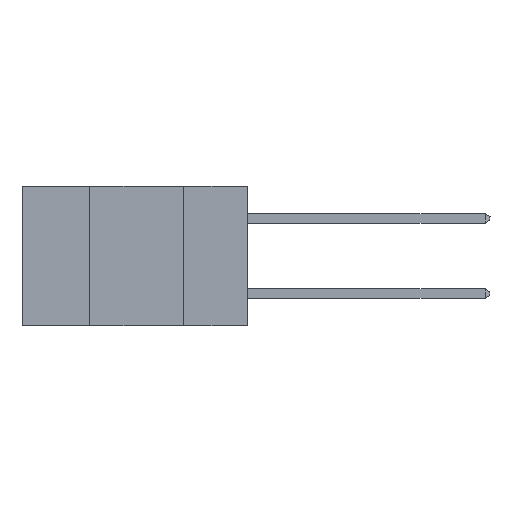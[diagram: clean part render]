
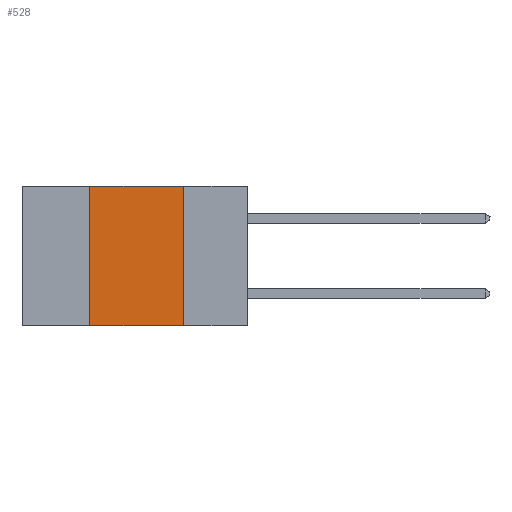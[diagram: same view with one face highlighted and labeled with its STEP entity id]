
A CAD part, left-side view. The second image highlights one B-rep face of the part: STEP entity #528.
In plain terms, the highlighted planar face has unit normal (-1, 0, 0).
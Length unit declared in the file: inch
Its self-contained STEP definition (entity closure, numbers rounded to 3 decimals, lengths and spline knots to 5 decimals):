
#528 = ADVANCED_FACE ( 'NONE', ( #21814 ), #1410, .F. ) ;
#534 = ORIENTED_EDGE ( 'NONE', *, *, #8474, .T. ) ;
#1410 = PLANE ( 'NONE',  #15244 ) ;
#1649 = CARTESIAN_POINT ( 'NONE',  ( 0., 0.17, -0.37 ) ) ;
#1965 = DIRECTION ( 'NONE',  ( 0., -1., 0. ) ) ;
#2997 = DIRECTION ( 'NONE',  ( 0., 0., -1. ) ) ;
#3232 = CARTESIAN_POINT ( 'NONE',  ( 0., 0.6, 0. ) ) ;
#3834 = ORIENTED_EDGE ( 'NONE', *, *, #22144, .F. ) ;
#3942 = DIRECTION ( 'NONE',  ( 0., -1., 0. ) ) ;
#5196 = VECTOR ( 'NONE', #5558, 39.37008 ) ;
#5558 = DIRECTION ( 'NONE',  ( 0., 0., 1. ) ) ;
#6118 = VERTEX_POINT ( 'NONE', #8898 ) ;
#6168 = CARTESIAN_POINT ( 'NONE',  ( 0., 0.42, 0. ) ) ;
#7023 = EDGE_LOOP ( 'NONE', ( #7086, #21610, #3834, #534 ) ) ;
#7086 = ORIENTED_EDGE ( 'NONE', *, *, #12128, .F. ) ;
#7266 = DIRECTION ( 'NONE',  ( 0., 0., -1. ) ) ;
#7462 = CARTESIAN_POINT ( 'NONE',  ( 0., 0.6, 0. ) ) ;
#7589 = EDGE_CURVE ( 'NONE', #12314, #18484, #18837, .T. ) ;
#8474 = EDGE_CURVE ( 'NONE', #14003, #6118, #19118, .T. ) ;
#8898 = CARTESIAN_POINT ( 'NONE',  ( 0., 0.17, -0.37 ) ) ;
#12128 = EDGE_CURVE ( 'NONE', #18484, #6118, #22288, .T. ) ;
#12189 = VECTOR ( 'NONE', #3942, 39.37008 ) ;
#12314 = VERTEX_POINT ( 'NONE', #6168 ) ;
#13137 = CARTESIAN_POINT ( 'NONE',  ( 0., 0.6, -0.37 ) ) ;
#14003 = VERTEX_POINT ( 'NONE', #22522 ) ;
#14109 = VECTOR ( 'NONE', #1965, 39.37008 ) ;
#14112 = DIRECTION ( 'NONE',  ( 1., 0., 0. ) ) ;
#15244 = AXIS2_PLACEMENT_3D ( 'NONE', #3232, #14112, #2997 ) ;
#15336 = CARTESIAN_POINT ( 'NONE',  ( 0., 0.17, 0. ) ) ;
#16338 = CARTESIAN_POINT ( 'NONE',  ( 0., 0.42, -0.37 ) ) ;
#18484 = VERTEX_POINT ( 'NONE', #15336 ) ;
#18649 = LINE ( 'NONE', #16338, #5196 ) ;
#18837 = LINE ( 'NONE', #7462, #14109 ) ;
#19118 = LINE ( 'NONE', #13137, #12189 ) ;
#21610 = ORIENTED_EDGE ( 'NONE', *, *, #7589, .F. ) ;
#21814 = FACE_OUTER_BOUND ( 'NONE', #7023, .T. ) ;
#22000 = VECTOR ( 'NONE', #7266, 39.37008 ) ;
#22144 = EDGE_CURVE ( 'NONE', #14003, #12314, #18649, .T. ) ;
#22288 = LINE ( 'NONE', #1649, #22000 ) ;
#22522 = CARTESIAN_POINT ( 'NONE',  ( 0., 0.42, -0.37 ) ) ;
